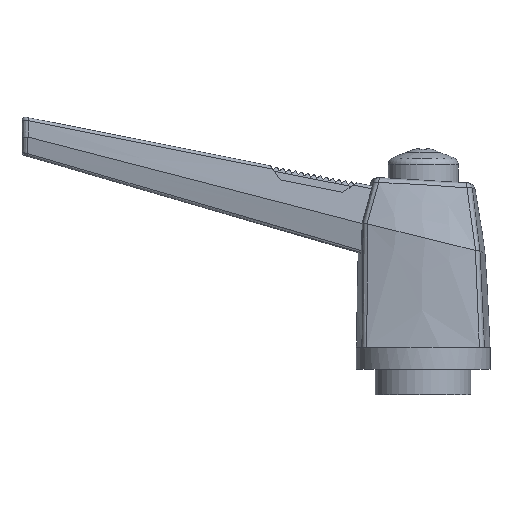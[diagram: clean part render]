
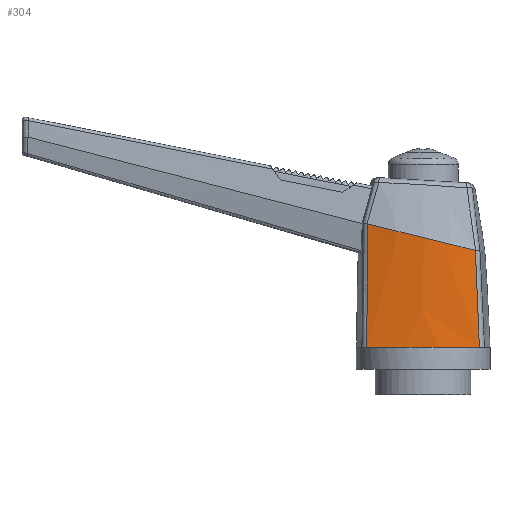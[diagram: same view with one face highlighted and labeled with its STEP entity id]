
A CAD part, front view. The second image highlights one B-rep face of the part: STEP entity #304.
In plain terms, the highlighted free-form (B-spline) face has degree [3, 3] with [6, 4] control points.
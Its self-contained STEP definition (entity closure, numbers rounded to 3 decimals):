
#304 = ADVANCED_FACE( '', ( #693 ), #694, .T. );
#693 = FACE_OUTER_BOUND( '', #2085, .T. );
#694 = B_SPLINE_SURFACE_WITH_KNOTS( '', 3, 3, ( ( #2086, #2087, #2088, #2089 ), ( #2090, #2091, #2092, #2093 ), ( #2094, #2095, #2096, #2097 ), ( #2098, #2099, #2100, #2101 ), ( #2102, #2103, #2104, #2105 ), ( #2106, #2107, #2108, #2109 ) ), .UNSPECIFIED., .F., .F., .F., ( 4, 2, 4 ), ( 4, 4 ), ( 0., 0.5, 1. ), ( 0., 1. ), .UNSPECIFIED. );
#2085 = EDGE_LOOP( '', ( #4224, #4225, #4226, #4227, #4228, #4229 ) );
#2086 = CARTESIAN_POINT( '', ( -9.476, -9.25, 0. ) );
#2087 = CARTESIAN_POINT( '', ( -9.428, -8.983, 6.495 ) );
#2088 = CARTESIAN_POINT( '', ( -9.38, -8.717, 12.99 ) );
#2089 = CARTESIAN_POINT( '', ( -9.333, -8.45, 19.486 ) );
#2090 = CARTESIAN_POINT( '', ( -6.364, -9.914, 0. ) );
#2091 = CARTESIAN_POINT( '', ( -6.392, -9.793, 6.26 ) );
#2092 = CARTESIAN_POINT( '', ( -6.42, -9.671, 12.52 ) );
#2093 = CARTESIAN_POINT( '', ( -6.449, -9.55, 18.779 ) );
#2094 = CARTESIAN_POINT( '', ( -3.182, -10.25, 0. ) );
#2095 = CARTESIAN_POINT( '', ( -3.252, -10.222, 6.01 ) );
#2096 = CARTESIAN_POINT( '', ( -3.322, -10.194, 12.02 ) );
#2097 = CARTESIAN_POINT( '', ( -3.392, -10.167, 18.031 ) );
#2098 = CARTESIAN_POINT( '', ( 3.182, -10.25, 0. ) );
#2099 = CARTESIAN_POINT( '', ( 3.04, -10.291, 5.508 ) );
#2100 = CARTESIAN_POINT( '', ( 2.897, -10.332, 11.017 ) );
#2101 = CARTESIAN_POINT( '', ( 2.755, -10.374, 16.525 ) );
#2102 = CARTESIAN_POINT( '', ( 6.364, -9.914, 0. ) );
#2103 = CARTESIAN_POINT( '', ( 6.19, -9.931, 5.256 ) );
#2104 = CARTESIAN_POINT( '', ( 6.017, -9.947, 10.513 ) );
#2105 = CARTESIAN_POINT( '', ( 5.844, -9.963, 15.769 ) );
#2106 = CARTESIAN_POINT( '', ( 9.476, -9.25, 0. ) );
#2107 = CARTESIAN_POINT( '', ( 9.248, -9.187, 5.016 ) );
#2108 = CARTESIAN_POINT( '', ( 9.02, -9.123, 10.031 ) );
#2109 = CARTESIAN_POINT( '', ( 8.792, -9.06, 15.047 ) );
#4224 = ORIENTED_EDGE( '', *, *, #5177, .F. );
#4225 = ORIENTED_EDGE( '', *, *, #5178, .T. );
#4226 = ORIENTED_EDGE( '', *, *, #4889, .T. );
#4227 = ORIENTED_EDGE( '', *, *, #5179, .T. );
#4228 = ORIENTED_EDGE( '', *, *, #4848, .T. );
#4229 = ORIENTED_EDGE( '', *, *, #4988, .T. );
#4848 = EDGE_CURVE( '', #5366, #5367, #5368, .T. );
#4889 = EDGE_CURVE( '', #5438, #5436, #5439, .T. );
#4988 = EDGE_CURVE( '', #5367, #5614, #5616, .T. );
#5177 = EDGE_CURVE( '', #5895, #5614, #5896, .T. );
#5178 = EDGE_CURVE( '', #5895, #5438, #5897, .T. );
#5179 = EDGE_CURVE( '', #5436, #5366, #5898, .T. );
#5366 = VERTEX_POINT( '', #6117 );
#5367 = VERTEX_POINT( '', #6118 );
#5368 = B_SPLINE_CURVE_WITH_KNOTS( '', 3, ( #6119, #6120, #6121, #6122 ), .UNSPECIFIED., .F., .F., ( 4, 4 ), ( 0.636, 0.965 ), .UNSPECIFIED. );
#5436 = VERTEX_POINT( '', #6389 );
#5438 = VERTEX_POINT( '', #6391 );
#5439 = B_SPLINE_CURVE_WITH_KNOTS( '', 3, ( #6392, #6393, #6394, #6395 ), .UNSPECIFIED., .F., .F., ( 4, 4 ), ( 0.034, 0.364 ), .UNSPECIFIED. );
#5614 = VERTEX_POINT( '', #6963 );
#5616 = B_SPLINE_CURVE_WITH_KNOTS( '', 3, ( #6968, #6969, #6970, #6971 ), .UNSPECIFIED., .F., .F., ( 4, 4 ), ( 0., 0.015 ), .UNSPECIFIED. );
#5895 = VERTEX_POINT( '', #8207 );
#5896 = B_SPLINE_CURVE_WITH_KNOTS( '', 3, ( #8208, #8209, #8210, #8211, #8212, #8213, #8214, #8215, #8216, #8217 ), .UNSPECIFIED., .F., .F., ( 4, 2, 2, 2, 4 ), ( 0.032, 0.25, 0.5, 0.75, 0.967 ), .UNSPECIFIED. );
#5897 = B_SPLINE_CURVE_WITH_KNOTS( '', 3, ( #8218, #8219, #8220, #8221, #8222, #8223 ), .UNSPECIFIED., .F., .F., ( 4, 2, 4 ), ( 0., 0.01, 0.019 ), .UNSPECIFIED. );
#5898 = B_SPLINE_CURVE_WITH_KNOTS( '', 3, ( #8224, #8225, #8226, #8227, #8228, #8229 ), .UNSPECIFIED., .F., .F., ( 4, 2, 4 ), ( 0.364, 0.5, 0.636 ), .UNSPECIFIED. );
#6117 = CARTESIAN_POINT( '', ( 2.588, -10.176, 0. ) );
#6118 = CARTESIAN_POINT( '', ( 8.83, -9.383, 0. ) );
#6119 = CARTESIAN_POINT( '', ( 2.588, -10.176, 0. ) );
#6120 = CARTESIAN_POINT( '', ( 4.683, -10.056, 0. ) );
#6121 = CARTESIAN_POINT( '', ( 6.771, -9.791, 0. ) );
#6122 = CARTESIAN_POINT( '', ( 8.83, -9.383, 0. ) );
#6389 = CARTESIAN_POINT( '', ( -2.588, -10.176, 0. ) );
#6391 = CARTESIAN_POINT( '', ( -8.83, -9.383, 0. ) );
#6392 = CARTESIAN_POINT( '', ( -8.83, -9.383, 0. ) );
#6393 = CARTESIAN_POINT( '', ( -6.771, -9.791, 0. ) );
#6394 = CARTESIAN_POINT( '', ( -4.684, -10.056, 0. ) );
#6395 = CARTESIAN_POINT( '', ( -2.588, -10.176, 0. ) );
#6963 = CARTESIAN_POINT( '', ( 8.209, -9.232, 15.19 ) );
#6968 = CARTESIAN_POINT( '', ( 8.83, -9.383, 0. ) );
#6969 = CARTESIAN_POINT( '', ( 8.622, -9.334, 5.063 ) );
#6970 = CARTESIAN_POINT( '', ( 8.415, -9.283, 10.126 ) );
#6971 = CARTESIAN_POINT( '', ( 8.209, -9.232, 15.19 ) );
#8207 = CARTESIAN_POINT( '', ( -8.781, -8.654, 19.35 ) );
#8208 = CARTESIAN_POINT( '', ( -8.781, -8.654, 19.35 ) );
#8209 = CARTESIAN_POINT( '', ( -7.512, -9.108, 19.04 ) );
#8210 = CARTESIAN_POINT( '', ( -6.217, -9.468, 18.723 ) );
#8211 = CARTESIAN_POINT( '', ( -3.385, -10.04, 18.029 ) );
#8212 = CARTESIAN_POINT( '', ( -1.859, -10.218, 17.655 ) );
#8213 = CARTESIAN_POINT( '', ( 1.222, -10.322, 16.901 ) );
#8214 = CARTESIAN_POINT( '', ( 2.756, -10.246, 16.525 ) );
#8215 = CARTESIAN_POINT( '', ( 5.612, -9.867, 15.826 ) );
#8216 = CARTESIAN_POINT( '', ( 6.92, -9.597, 15.505 ) );
#8217 = CARTESIAN_POINT( '', ( 8.209, -9.232, 15.19 ) );
#8218 = CARTESIAN_POINT( '', ( -8.781, -8.654, 19.35 ) );
#8219 = CARTESIAN_POINT( '', ( -8.788, -8.777, 16.125 ) );
#8220 = CARTESIAN_POINT( '', ( -8.797, -8.899, 12.9 ) );
#8221 = CARTESIAN_POINT( '', ( -8.813, -9.142, 6.45 ) );
#8222 = CARTESIAN_POINT( '', ( -8.822, -9.263, 3.225 ) );
#8223 = CARTESIAN_POINT( '', ( -8.83, -9.383, 0. ) );
#8224 = CARTESIAN_POINT( '', ( -2.588, -10.176, 0. ) );
#8225 = CARTESIAN_POINT( '', ( -1.726, -10.225, 0. ) );
#8226 = CARTESIAN_POINT( '', ( -0.863, -10.25, 0. ) );
#8227 = CARTESIAN_POINT( '', ( 0.863, -10.25, 0. ) );
#8228 = CARTESIAN_POINT( '', ( 1.726, -10.225, 0. ) );
#8229 = CARTESIAN_POINT( '', ( 2.588, -10.176, 0. ) );
